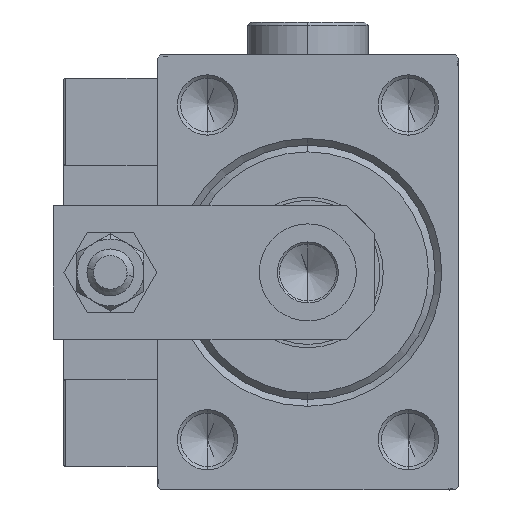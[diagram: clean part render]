
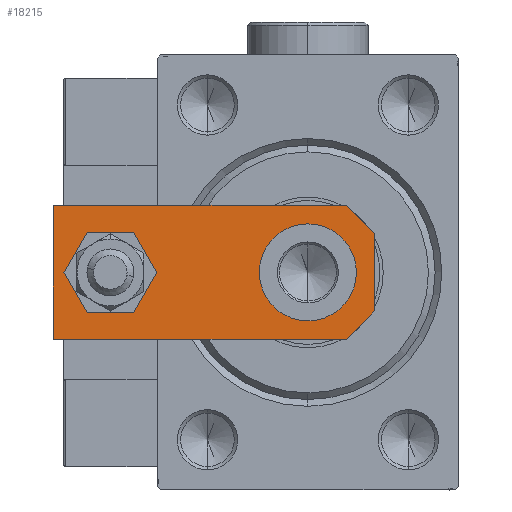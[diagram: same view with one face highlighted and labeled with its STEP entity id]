
A CAD part, left-side view. The second image highlights one B-rep face of the part: STEP entity #18215.
In plain terms, the highlighted face is planar.
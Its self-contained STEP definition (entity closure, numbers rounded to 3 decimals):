
#986 = ORIENTED_EDGE ( 'NONE', *, *, #42181, .T. ) ;
#1669 = DIRECTION ( 'NONE',  ( 0., 0., 1. ) ) ;
#1950 = AXIS2_PLACEMENT_3D ( 'NONE', #45083, #25406, #30709 ) ;
#2779 = CIRCLE ( 'NONE', #1950, 7.25 ) ;
#2796 = DIRECTION ( 'NONE',  ( 0., 0., 1. ) ) ;
#3320 = FACE_BOUND ( 'NONE', #47074, .T. ) ;
#3533 = ORIENTED_EDGE ( 'NONE', *, *, #45696, .F. ) ;
#4060 = EDGE_CURVE ( 'NONE', #26309, #40798, #2779, .T. ) ;
#4460 = LINE ( 'NONE', #20961, #8464 ) ;
#5248 = DIRECTION ( 'NONE',  ( 0., 1., 0. ) ) ;
#5575 = CARTESIAN_POINT ( 'NONE',  ( -10., 4.24, 6. ) ) ;
#5730 = AXIS2_PLACEMENT_3D ( 'NONE', #19295, #31514, #47732 ) ;
#5833 = VERTEX_POINT ( 'NONE', #5997 ) ;
#5997 = CARTESIAN_POINT ( 'NONE',  ( 10., 4.24, 6. ) ) ;
#6870 = EDGE_LOOP ( 'NONE', ( #28199, #3533 ) ) ;
#8078 = LINE ( 'NONE', #16861, #8155 ) ;
#8155 = VECTOR ( 'NONE', #41031, 1000. ) ;
#8464 = VECTOR ( 'NONE', #5248, 1000. ) ;
#10418 = ORIENTED_EDGE ( 'NONE', *, *, #36927, .T. ) ;
#10641 = VECTOR ( 'NONE', #42978, 1000. ) ;
#10958 = DIRECTION ( 'NONE',  ( 0.707, 0.707, 0. ) ) ;
#11125 = CARTESIAN_POINT ( 'NONE',  ( 4., 39.5, 6. ) ) ;
#13325 = VECTOR ( 'NONE', #35898, 1000. ) ;
#14024 = EDGE_CURVE ( 'NONE', #23752, #16759, #14096, .T. ) ;
#14096 = CIRCLE ( 'NONE', #15785, 4. ) ;
#14343 = VERTEX_POINT ( 'NONE', #16002 ) ;
#14458 = ORIENTED_EDGE ( 'NONE', *, *, #29641, .T. ) ;
#15785 = AXIS2_PLACEMENT_3D ( 'NONE', #23804, #2796, #39987 ) ;
#16002 = CARTESIAN_POINT ( 'NONE',  ( 10., 48., 6. ) ) ;
#16202 = AXIS2_PLACEMENT_3D ( 'NONE', #37494, #24242, #43255 ) ;
#16226 = VERTEX_POINT ( 'NONE', #44532 ) ;
#16759 = VERTEX_POINT ( 'NONE', #11125 ) ;
#16861 = CARTESIAN_POINT ( 'NONE',  ( 10., 48., 6. ) ) ;
#17403 = CARTESIAN_POINT ( 'NONE',  ( -10., 0., 6. ) ) ;
#17899 = DIRECTION ( 'NONE',  ( 1., 0., 0. ) ) ;
#18215 = ADVANCED_FACE ( 'NONE', ( #3320, #50726, #19555 ), #38753, .T. ) ;
#19216 = LINE ( 'NONE', #30907, #20642 ) ;
#19295 = CARTESIAN_POINT ( 'NONE',  ( 0., 0., 6. ) ) ;
#19555 = FACE_BOUND ( 'NONE', #6870, .T. ) ;
#19595 = CARTESIAN_POINT ( 'NONE',  ( -2.88, -2.88, 6. ) ) ;
#20214 = CARTESIAN_POINT ( 'NONE',  ( -10., 48., 6. ) ) ;
#20482 = LINE ( 'NONE', #20214, #13325 ) ;
#20642 = VECTOR ( 'NONE', #10958, 1000. ) ;
#20961 = CARTESIAN_POINT ( 'NONE',  ( 10., 0., 6. ) ) ;
#21322 = VERTEX_POINT ( 'NONE', #49733 ) ;
#21898 = CARTESIAN_POINT ( 'NONE',  ( 0., 39.5, 6. ) ) ;
#22206 = LINE ( 'NONE', #17403, #39001 ) ;
#23396 = EDGE_CURVE ( 'NONE', #5833, #14343, #4460, .T. ) ;
#23752 = VERTEX_POINT ( 'NONE', #48815 ) ;
#23804 = CARTESIAN_POINT ( 'NONE',  ( 0., 39.5, 6. ) ) ;
#24097 = EDGE_CURVE ( 'NONE', #21322, #5833, #19216, .T. ) ;
#24242 = DIRECTION ( 'NONE',  ( 0., 0., 1. ) ) ;
#25149 = AXIS2_PLACEMENT_3D ( 'NONE', #21898, #1669, #17899 ) ;
#25406 = DIRECTION ( 'NONE',  ( 0., 0., 1. ) ) ;
#26189 = DIRECTION ( 'NONE',  ( 1., 0., 0. ) ) ;
#26309 = VERTEX_POINT ( 'NONE', #36943 ) ;
#27053 = ORIENTED_EDGE ( 'NONE', *, *, #31123, .F. ) ;
#28016 = VERTEX_POINT ( 'NONE', #5575 ) ;
#28199 = ORIENTED_EDGE ( 'NONE', *, *, #4060, .F. ) ;
#29641 = EDGE_CURVE ( 'NONE', #28016, #47885, #43240, .T. ) ;
#30709 = DIRECTION ( 'NONE',  ( 1., 0., 0. ) ) ;
#30907 = CARTESIAN_POINT ( 'NONE',  ( 2.88, -2.88, 6. ) ) ;
#31123 = EDGE_CURVE ( 'NONE', #16759, #23752, #42121, .T. ) ;
#31514 = DIRECTION ( 'NONE',  ( 0., 0., 1. ) ) ;
#34475 = EDGE_CURVE ( 'NONE', #14343, #16226, #8078, .T. ) ;
#35317 = ORIENTED_EDGE ( 'NONE', *, *, #14024, .F. ) ;
#35898 = DIRECTION ( 'NONE',  ( 0., -1., 0. ) ) ;
#36927 = EDGE_CURVE ( 'NONE', #16226, #28016, #20482, .T. ) ;
#36943 = CARTESIAN_POINT ( 'NONE',  ( -7.25, 10., 6. ) ) ;
#37494 = CARTESIAN_POINT ( 'NONE',  ( 0., 10., 6. ) ) ;
#38753 = PLANE ( 'NONE',  #5730 ) ;
#39001 = VECTOR ( 'NONE', #26189, 1000. ) ;
#39018 = CARTESIAN_POINT ( 'NONE',  ( 7.25, 10., 6. ) ) ;
#39987 = DIRECTION ( 'NONE',  ( 1., 0., 0. ) ) ;
#40798 = VERTEX_POINT ( 'NONE', #39018 ) ;
#41031 = DIRECTION ( 'NONE',  ( -1., 0., 0. ) ) ;
#42121 = CIRCLE ( 'NONE', #25149, 4. ) ;
#42181 = EDGE_CURVE ( 'NONE', #47885, #21322, #22206, .T. ) ;
#42509 = ORIENTED_EDGE ( 'NONE', *, *, #23396, .T. ) ;
#42978 = DIRECTION ( 'NONE',  ( 0.707, -0.707, 0. ) ) ;
#43006 = ORIENTED_EDGE ( 'NONE', *, *, #34475, .T. ) ;
#43240 = LINE ( 'NONE', #19595, #10641 ) ;
#43255 = DIRECTION ( 'NONE',  ( 1., 0., 0. ) ) ;
#43426 = EDGE_LOOP ( 'NONE', ( #10418, #14458, #986, #45453, #42509, #43006 ) ) ;
#44532 = CARTESIAN_POINT ( 'NONE',  ( -10., 48., 6. ) ) ;
#45083 = CARTESIAN_POINT ( 'NONE',  ( 0., 10., 6. ) ) ;
#45453 = ORIENTED_EDGE ( 'NONE', *, *, #24097, .T. ) ;
#45696 = EDGE_CURVE ( 'NONE', #40798, #26309, #50042, .T. ) ;
#47074 = EDGE_LOOP ( 'NONE', ( #35317, #27053 ) ) ;
#47732 = DIRECTION ( 'NONE',  ( 1., 0., 0. ) ) ;
#47885 = VERTEX_POINT ( 'NONE', #51776 ) ;
#48815 = CARTESIAN_POINT ( 'NONE',  ( -4., 39.5, 6. ) ) ;
#49733 = CARTESIAN_POINT ( 'NONE',  ( 5.76, 0., 6. ) ) ;
#50042 = CIRCLE ( 'NONE', #16202, 7.25 ) ;
#50726 = FACE_OUTER_BOUND ( 'NONE', #43426, .T. ) ;
#51776 = CARTESIAN_POINT ( 'NONE',  ( -5.76, 0., 6. ) ) ;
